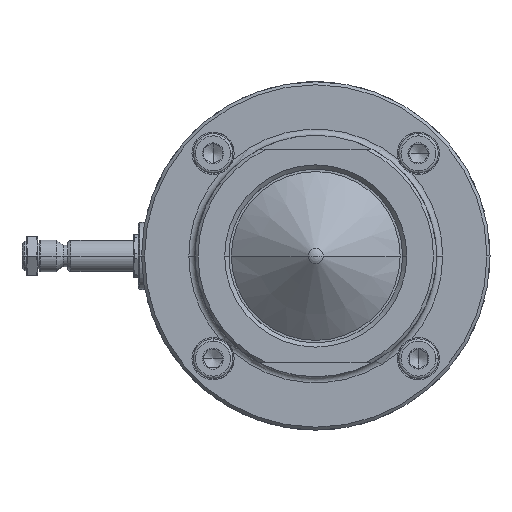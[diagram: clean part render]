
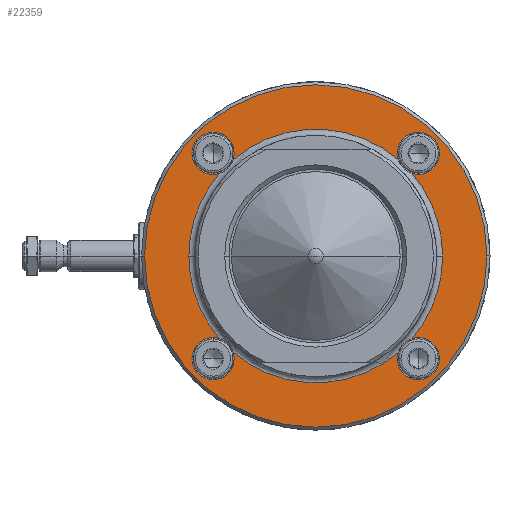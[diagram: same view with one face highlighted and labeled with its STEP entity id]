
A CAD part, left-side view. The second image highlights one B-rep face of the part: STEP entity #22359.
In plain terms, the highlighted face is planar.
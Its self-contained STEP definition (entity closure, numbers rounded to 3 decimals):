
#21421=CARTESIAN_POINT('',(9.5,0.,0.));
#21422=DIRECTION('',(-1.,0.,0.));
#21423=DIRECTION('',(0.,1.,0.));
#21424=AXIS2_PLACEMENT_3D('',#21421,#21422,#21423);
#21426=CARTESIAN_POINT('',(9.5,0.,0.));
#21427=DIRECTION('',(-1.,0.,0.));
#21428=DIRECTION('',(0.,-1.,0.));
#21429=AXIS2_PLACEMENT_3D('',#21426,#21427,#21428);
#21431=CARTESIAN_POINT('',(9.5,33.588,-33.588));
#21432=DIRECTION('',(-1.,0.,0.));
#21433=DIRECTION('',(0.,0.,1.));
#21434=AXIS2_PLACEMENT_3D('',#21431,#21432,#21433);
#21436=CARTESIAN_POINT('',(9.5,33.588,-33.588));
#21437=DIRECTION('',(-1.,0.,0.));
#21438=DIRECTION('',(0.,-0.301,0.954));
#21439=AXIS2_PLACEMENT_3D('',#21436,#21437,#21438);
#21441=CARTESIAN_POINT('',(9.5,0.,0.));
#21442=DIRECTION('',(1.,0.,0.));
#21443=DIRECTION('',(0.,0.759,-0.651));
#21444=AXIS2_PLACEMENT_3D('',#21441,#21442,#21443);
#21446=CARTESIAN_POINT('',(9.5,0.,0.));
#21447=DIRECTION('',(1.,0.,0.));
#21448=DIRECTION('',(0.,1.,0.));
#21449=AXIS2_PLACEMENT_3D('',#21446,#21447,#21448);
#21451=CARTESIAN_POINT('',(9.5,33.588,33.588));
#21452=DIRECTION('',(-1.,0.,0.));
#21453=DIRECTION('',(0.,0.,-1.));
#21454=AXIS2_PLACEMENT_3D('',#21451,#21452,#21453);
#21456=CARTESIAN_POINT('',(9.5,33.588,33.588));
#21457=DIRECTION('',(-1.,0.,0.));
#21458=DIRECTION('',(0.,0.,1.));
#21459=AXIS2_PLACEMENT_3D('',#21456,#21457,#21458);
#21461=CARTESIAN_POINT('',(9.5,33.588,33.588));
#21462=DIRECTION('',(-1.,0.,0.));
#21463=DIRECTION('',(0.,-0.954,-0.301));
#21464=AXIS2_PLACEMENT_3D('',#21461,#21462,#21463);
#21466=CARTESIAN_POINT('',(9.5,0.,0.));
#21467=DIRECTION('',(1.,0.,0.));
#21468=DIRECTION('',(0.,0.651,0.759));
#21469=AXIS2_PLACEMENT_3D('',#21466,#21467,#21468);
#21471=CARTESIAN_POINT('',(9.5,-33.588,33.588));
#21472=DIRECTION('',(-1.,0.,0.));
#21473=DIRECTION('',(0.,0.,1.));
#21474=AXIS2_PLACEMENT_3D('',#21471,#21472,#21473);
#21476=CARTESIAN_POINT('',(9.5,-33.588,33.588));
#21477=DIRECTION('',(-1.,0.,0.));
#21478=DIRECTION('',(0.,0.,-1.));
#21479=AXIS2_PLACEMENT_3D('',#21476,#21477,#21478);
#21481=CARTESIAN_POINT('',(9.5,-33.588,33.588));
#21482=DIRECTION('',(-1.,0.,0.));
#21483=DIRECTION('',(0.,0.301,-0.954));
#21484=AXIS2_PLACEMENT_3D('',#21481,#21482,#21483);
#21486=CARTESIAN_POINT('',(9.5,0.,0.));
#21487=DIRECTION('',(1.,0.,0.));
#21488=DIRECTION('',(0.,-0.759,0.651));
#21489=AXIS2_PLACEMENT_3D('',#21486,#21487,#21488);
#21491=CARTESIAN_POINT('',(9.5,0.,0.));
#21492=DIRECTION('',(1.,0.,0.));
#21493=DIRECTION('',(0.,-1.,0.));
#21494=AXIS2_PLACEMENT_3D('',#21491,#21492,#21493);
#21496=CARTESIAN_POINT('',(9.5,-33.588,-33.588));
#21497=DIRECTION('',(-1.,0.,0.));
#21498=DIRECTION('',(0.,0.,1.));
#21499=AXIS2_PLACEMENT_3D('',#21496,#21497,#21498);
#21501=CARTESIAN_POINT('',(9.5,-33.588,-33.588));
#21502=DIRECTION('',(-1.,0.,0.));
#21503=DIRECTION('',(0.,0.,-1.));
#21504=AXIS2_PLACEMENT_3D('',#21501,#21502,#21503);
#21506=CARTESIAN_POINT('',(9.5,-33.588,-33.588));
#21507=DIRECTION('',(-1.,0.,0.));
#21508=DIRECTION('',(0.,0.954,0.301));
#21509=AXIS2_PLACEMENT_3D('',#21506,#21507,#21508);
#21511=CARTESIAN_POINT('',(9.5,0.,0.));
#21512=DIRECTION('',(1.,0.,0.));
#21513=DIRECTION('',(0.,-0.651,-0.759));
#21514=AXIS2_PLACEMENT_3D('',#21511,#21512,#21513);
#21516=CARTESIAN_POINT('',(9.5,33.588,-33.588));
#21517=DIRECTION('',(-1.,0.,0.));
#21518=DIRECTION('',(0.,0.,-1.));
#21519=AXIS2_PLACEMENT_3D('',#21516,#21517,#21518);
#21908=CARTESIAN_POINT('',(9.5,33.588,40.488));
#21909=VERTEX_POINT('',#21908);
#21910=CARTESIAN_POINT('',(9.5,33.588,26.688));
#21911=VERTEX_POINT('',#21910);
#21912=CARTESIAN_POINT('',(9.5,-33.588,40.488));
#21913=VERTEX_POINT('',#21912);
#21914=CARTESIAN_POINT('',(9.5,-33.588,26.688));
#21915=VERTEX_POINT('',#21914);
#21916=CARTESIAN_POINT('',(9.5,-33.588,-26.688));
#21917=VERTEX_POINT('',#21916);
#21918=CARTESIAN_POINT('',(9.5,-33.588,-40.488));
#21919=VERTEX_POINT('',#21918);
#21920=CARTESIAN_POINT('',(9.5,33.588,-26.688));
#21921=VERTEX_POINT('',#21920);
#21922=CARTESIAN_POINT('',(9.5,33.588,-40.488));
#21923=VERTEX_POINT('',#21922);
#21928=CARTESIAN_POINT('',(9.5,56.,0.));
#21929=CARTESIAN_POINT('',(9.5,-56.,0.));
#21930=VERTEX_POINT('',#21928);
#21931=VERTEX_POINT('',#21929);
#21936=CARTESIAN_POINT('',(9.5,41.5,0.));
#21937=VERTEX_POINT('',#21936);
#21938=CARTESIAN_POINT('',(9.5,-41.5,0.));
#21939=VERTEX_POINT('',#21938);
#21944=CARTESIAN_POINT('',(9.5,31.509,27.008));
#21945=VERTEX_POINT('',#21944);
#21946=CARTESIAN_POINT('',(9.5,27.008,31.509));
#21947=VERTEX_POINT('',#21946);
#21948=CARTESIAN_POINT('',(9.5,-27.008,31.509));
#21949=VERTEX_POINT('',#21948);
#21950=CARTESIAN_POINT('',(9.5,-31.509,27.008));
#21951=VERTEX_POINT('',#21950);
#21952=CARTESIAN_POINT('',(9.5,-31.509,-27.008));
#21953=VERTEX_POINT('',#21952);
#21954=CARTESIAN_POINT('',(9.5,-27.008,-31.509));
#21955=VERTEX_POINT('',#21954);
#21956=CARTESIAN_POINT('',(9.5,27.008,-31.509));
#21957=VERTEX_POINT('',#21956);
#21958=CARTESIAN_POINT('',(9.5,31.509,-27.008));
#21959=VERTEX_POINT('',#21958);
#22316=CARTESIAN_POINT('',(9.5,0.,0.));
#22317=DIRECTION('',(1.,0.,0.));
#22318=DIRECTION('',(0.,-1.,0.));
#22319=AXIS2_PLACEMENT_3D('',#22316,#22317,#22318);
#22320=PLANE('',#22319);
#22322=ORIENTED_EDGE('',*,*,#22321,.T.);
#22324=ORIENTED_EDGE('',*,*,#22323,.T.);
#22325=EDGE_LOOP('',(#22322,#22324));
#22326=FACE_OUTER_BOUND('',#22325,.F.);
#22327=ORIENTED_EDGE('',*,*,#22308,.F.);
#22328=ORIENTED_EDGE('',*,*,#22297,.F.);
#22329=ORIENTED_EDGE('',*,*,#22278,.T.);
#22331=ORIENTED_EDGE('',*,*,#22330,.T.);
#22333=ORIENTED_EDGE('',*,*,#22332,.F.);
#22335=ORIENTED_EDGE('',*,*,#22334,.F.);
#22337=ORIENTED_EDGE('',*,*,#22336,.F.);
#22339=ORIENTED_EDGE('',*,*,#22338,.T.);
#22341=ORIENTED_EDGE('',*,*,#22340,.F.);
#22343=ORIENTED_EDGE('',*,*,#22342,.F.);
#22345=ORIENTED_EDGE('',*,*,#22344,.F.);
#22347=ORIENTED_EDGE('',*,*,#22346,.T.);
#22348=ORIENTED_EDGE('',*,*,#22271,.T.);
#22350=ORIENTED_EDGE('',*,*,#22349,.F.);
#22352=ORIENTED_EDGE('',*,*,#22351,.F.);
#22354=ORIENTED_EDGE('',*,*,#22353,.F.);
#22355=ORIENTED_EDGE('',*,*,#22267,.T.);
#22356=ORIENTED_EDGE('',*,*,#22294,.F.);
#22357=EDGE_LOOP('',(#22327,#22328,#22329,#22331,#22333,#22335,#22337,#22339,
#22341,#22343,#22345,#22347,#22348,#22350,#22352,#22354,#22355,#22356));
#22358=FACE_BOUND('',#22357,.F.);
#22359=ADVANCED_FACE('',(#22326,#22358),#22320,.T.);
#21425=CIRCLE('',#21424,56.);
#21430=CIRCLE('',#21429,56.);
#21435=CIRCLE('',#21434,6.9);
#21440=CIRCLE('',#21439,6.9);
#21445=CIRCLE('',#21444,41.5);
#21450=CIRCLE('',#21449,41.5);
#21455=CIRCLE('',#21454,6.9);
#21460=CIRCLE('',#21459,6.9);
#21465=CIRCLE('',#21464,6.9);
#21470=CIRCLE('',#21469,41.5);
#21475=CIRCLE('',#21474,6.9);
#21480=CIRCLE('',#21479,6.9);
#21485=CIRCLE('',#21484,6.9);
#21490=CIRCLE('',#21489,41.5);
#21495=CIRCLE('',#21494,41.5);
#21500=CIRCLE('',#21499,6.9);
#21505=CIRCLE('',#21504,6.9);
#21510=CIRCLE('',#21509,6.9);
#21515=CIRCLE('',#21514,41.5);
#21520=CIRCLE('',#21519,6.9);
#22267=EDGE_CURVE('',#21955,#21957,#21515,.T.);
#22271=EDGE_CURVE('',#21939,#21953,#21495,.T.);
#22278=EDGE_CURVE('',#21959,#21937,#21445,.T.);
#22294=EDGE_CURVE('',#21923,#21957,#21520,.T.);
#22297=EDGE_CURVE('',#21959,#21921,#21440,.T.);
#22308=EDGE_CURVE('',#21921,#21923,#21435,.T.);
#22321=EDGE_CURVE('',#21930,#21931,#21425,.T.);
#22323=EDGE_CURVE('',#21931,#21930,#21430,.T.);
#22330=EDGE_CURVE('',#21937,#21945,#21450,.T.);
#22332=EDGE_CURVE('',#21911,#21945,#21455,.T.);
#22334=EDGE_CURVE('',#21909,#21911,#21460,.T.);
#22336=EDGE_CURVE('',#21947,#21909,#21465,.T.);
#22338=EDGE_CURVE('',#21947,#21949,#21470,.T.);
#22340=EDGE_CURVE('',#21913,#21949,#21475,.T.);
#22342=EDGE_CURVE('',#21915,#21913,#21480,.T.);
#22344=EDGE_CURVE('',#21951,#21915,#21485,.T.);
#22346=EDGE_CURVE('',#21951,#21939,#21490,.T.);
#22349=EDGE_CURVE('',#21917,#21953,#21500,.T.);
#22351=EDGE_CURVE('',#21919,#21917,#21505,.T.);
#22353=EDGE_CURVE('',#21955,#21919,#21510,.T.);
